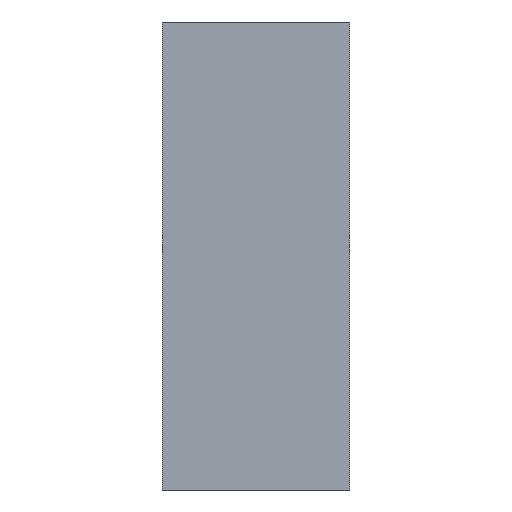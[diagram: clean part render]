
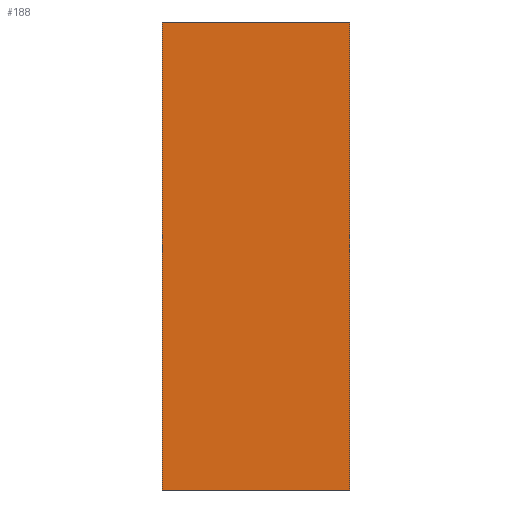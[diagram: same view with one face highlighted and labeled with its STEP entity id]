
A CAD part, left-side view. The second image highlights one B-rep face of the part: STEP entity #188.
In plain terms, the highlighted planar face has unit normal (-1, 0, 0).
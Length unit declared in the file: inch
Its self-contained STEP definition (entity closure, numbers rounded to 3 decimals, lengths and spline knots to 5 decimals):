
#22=FACE_OUTER_BOUND('',#32,.T.);
#32=EDGE_LOOP('',(#151,#152,#153,#154));
#36=LINE('',#267,#60);
#56=LINE('',#306,#80);
#57=LINE('',#308,#81);
#58=LINE('',#309,#82);
#60=VECTOR('',#220,0.3937);
#80=VECTOR('',#252,0.3937);
#81=VECTOR('',#255,0.3937);
#82=VECTOR('',#256,0.3937);
#83=VERTEX_POINT('',#263);
#85=VERTEX_POINT('',#266);
#97=VERTEX_POINT('',#302);
#98=VERTEX_POINT('',#304);
#100=EDGE_CURVE('',#83,#85,#36,.T.);
#120=EDGE_CURVE('',#97,#98,#56,.T.);
#121=EDGE_CURVE('',#83,#97,#57,.T.);
#122=EDGE_CURVE('',#85,#98,#58,.T.);
#151=ORIENTED_EDGE('',*,*,#121,.T.);
#152=ORIENTED_EDGE('',*,*,#120,.T.);
#153=ORIENTED_EDGE('',*,*,#122,.F.);
#154=ORIENTED_EDGE('',*,*,#100,.F.);
#178=PLANE('',#212);
#188=ADVANCED_FACE('',(#22),#178,.T.);
#212=AXIS2_PLACEMENT_3D('',#307,#253,#254);
#220=DIRECTION('',(0.,1.,0.));
#252=DIRECTION('',(0.,1.,0.));
#253=DIRECTION('center_axis',(-1.,0.,0.));
#254=DIRECTION('ref_axis',(0.,0.,1.));
#255=DIRECTION('',(0.,0.,1.));
#256=DIRECTION('',(0.,0.,1.));
#263=CARTESIAN_POINT('',(0.,0.,0.));
#266=CARTESIAN_POINT('',(0.,5.,0.));
#267=CARTESIAN_POINT('',(0.,0.,0.));
#302=CARTESIAN_POINT('',(0.,0.,12.5));
#304=CARTESIAN_POINT('',(0.,5.,12.5));
#306=CARTESIAN_POINT('',(0.,0.,12.5));
#307=CARTESIAN_POINT('Origin',(0.,0.,0.));
#308=CARTESIAN_POINT('',(0.,0.,0.));
#309=CARTESIAN_POINT('',(0.,5.,0.));
